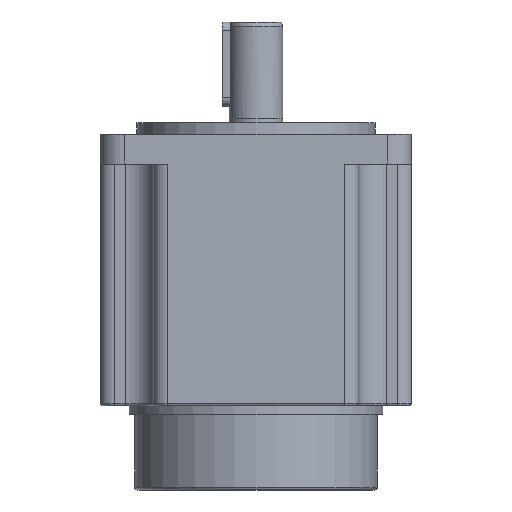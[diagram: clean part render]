
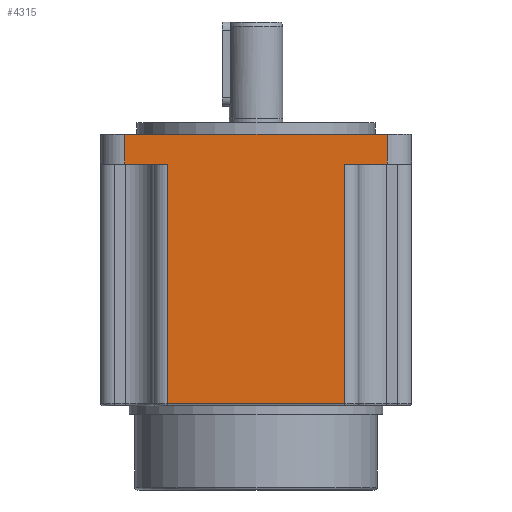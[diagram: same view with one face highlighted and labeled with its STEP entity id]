
A CAD part, front view. The second image highlights one B-rep face of the part: STEP entity #4315.
In plain terms, the highlighted planar face has unit normal (0, -1, 0).
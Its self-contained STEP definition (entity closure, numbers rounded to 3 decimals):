
#7 = VECTOR ( 'NONE', #4925, 1000. ) ;
#77 = CARTESIAN_POINT ( 'NONE',  ( -31.65, -55.5, -86.3 ) ) ;
#147 = CARTESIAN_POINT ( 'NONE',  ( 31.65, -55.5, -85.3 ) ) ;
#406 = ORIENTED_EDGE ( 'NONE', *, *, #5266, .T. ) ;
#522 = DIRECTION ( 'NONE',  ( 0., 0., 1. ) ) ;
#743 = EDGE_CURVE ( 'NONE', #7955, #8578, #3330, .T. ) ;
#792 = CARTESIAN_POINT ( 'NONE',  ( -31.65, -55.5, -85.3 ) ) ;
#1113 = ORIENTED_EDGE ( 'NONE', *, *, #8357, .F. ) ;
#1160 = EDGE_CURVE ( 'NONE', #7955, #1391, #8444, .T. ) ;
#1391 = VERTEX_POINT ( 'NONE', #2310 ) ;
#1399 = ORIENTED_EDGE ( 'NONE', *, *, #743, .T. ) ;
#1486 = VECTOR ( 'NONE', #7067, 1000. ) ;
#1661 = EDGE_CURVE ( 'NONE', #3591, #5015, #7072, .T. ) ;
#1696 = CARTESIAN_POINT ( 'NONE',  ( -46.9, -55.5, 10.7 ) ) ;
#1812 = CARTESIAN_POINT ( 'NONE',  ( -46.9, -55.5, 0. ) ) ;
#1846 = CARTESIAN_POINT ( 'NONE',  ( 46.9, -55.5, 10.7 ) ) ;
#2119 = VERTEX_POINT ( 'NONE', #3744 ) ;
#2265 = VERTEX_POINT ( 'NONE', #4788 ) ;
#2310 = CARTESIAN_POINT ( 'NONE',  ( -31.65, -55.5, 0. ) ) ;
#2584 = DIRECTION ( 'NONE',  ( 0., 1., 0. ) ) ;
#2942 = CARTESIAN_POINT ( 'NONE',  ( -46.9, -55.5, 10.7 ) ) ;
#3215 = DIRECTION ( 'NONE',  ( 1., 0., 0. ) ) ;
#3263 = DIRECTION ( 'NONE',  ( 1., 0., 0. ) ) ;
#3330 = LINE ( 'NONE', #8389, #1486 ) ;
#3396 = VECTOR ( 'NONE', #3215, 1000. ) ;
#3591 = VERTEX_POINT ( 'NONE', #8274 ) ;
#3744 = CARTESIAN_POINT ( 'NONE',  ( 46.9, -55.5, 10.7 ) ) ;
#3880 = LINE ( 'NONE', #6717, #5076 ) ;
#4295 = LINE ( 'NONE', #5808, #8057 ) ;
#4315 = ADVANCED_FACE ( 'NONE', ( #5318 ), #4689, .F. ) ;
#4409 = AXIS2_PLACEMENT_3D ( 'NONE', #4713, #2584, #522 ) ;
#4429 = DIRECTION ( 'NONE',  ( 0., 0., 1. ) ) ;
#4435 = ORIENTED_EDGE ( 'NONE', *, *, #8189, .T. ) ;
#4686 = VERTEX_POINT ( 'NONE', #8039 ) ;
#4689 = PLANE ( 'NONE',  #4409 ) ;
#4700 = DIRECTION ( 'NONE',  ( 0., 0., -1. ) ) ;
#4713 = CARTESIAN_POINT ( 'NONE',  ( -46.9, -55.5, 10.7 ) ) ;
#4788 = CARTESIAN_POINT ( 'NONE',  ( -46.9, -55.5, 10.7 ) ) ;
#4804 = ORIENTED_EDGE ( 'NONE', *, *, #5790, .T. ) ;
#4925 = DIRECTION ( 'NONE',  ( 0., 0., 1. ) ) ;
#5015 = VERTEX_POINT ( 'NONE', #6425 ) ;
#5041 = EDGE_CURVE ( 'NONE', #2265, #2119, #5187, .T. ) ;
#5068 = VECTOR ( 'NONE', #8019, 1000. ) ;
#5076 = VECTOR ( 'NONE', #3263, 1000. ) ;
#5187 = LINE ( 'NONE', #2942, #8636 ) ;
#5266 = EDGE_CURVE ( 'NONE', #4686, #1391, #3880, .T. ) ;
#5318 = FACE_OUTER_BOUND ( 'NONE', #8721, .T. ) ;
#5477 = VECTOR ( 'NONE', #4700, 1000. ) ;
#5790 = EDGE_CURVE ( 'NONE', #2265, #4686, #6236, .T. ) ;
#5808 = CARTESIAN_POINT ( 'NONE',  ( 31.65, -55.5, -86.3 ) ) ;
#6236 = LINE ( 'NONE', #1696, #5068 ) ;
#6425 = CARTESIAN_POINT ( 'NONE',  ( 46.9, -55.5, 0. ) ) ;
#6717 = CARTESIAN_POINT ( 'NONE',  ( -46.9, -55.5, 0. ) ) ;
#7067 = DIRECTION ( 'NONE',  ( 1., 0., 0. ) ) ;
#7072 = LINE ( 'NONE', #1812, #3396 ) ;
#7301 = LINE ( 'NONE', #1846, #5477 ) ;
#7812 = DIRECTION ( 'NONE',  ( 1., 0., 0. ) ) ;
#7860 = ORIENTED_EDGE ( 'NONE', *, *, #1661, .T. ) ;
#7955 = VERTEX_POINT ( 'NONE', #792 ) ;
#8019 = DIRECTION ( 'NONE',  ( 0., 0., -1. ) ) ;
#8039 = CARTESIAN_POINT ( 'NONE',  ( -46.9, -55.5, 0. ) ) ;
#8057 = VECTOR ( 'NONE', #4429, 1000. ) ;
#8189 = EDGE_CURVE ( 'NONE', #8578, #3591, #4295, .T. ) ;
#8274 = CARTESIAN_POINT ( 'NONE',  ( 31.65, -55.5, 0. ) ) ;
#8357 = EDGE_CURVE ( 'NONE', #2119, #5015, #7301, .T. ) ;
#8389 = CARTESIAN_POINT ( 'NONE',  ( -46.9, -55.5, -85.3 ) ) ;
#8444 = LINE ( 'NONE', #77, #7 ) ;
#8503 = ORIENTED_EDGE ( 'NONE', *, *, #5041, .F. ) ;
#8578 = VERTEX_POINT ( 'NONE', #147 ) ;
#8636 = VECTOR ( 'NONE', #7812, 1000. ) ;
#8699 = ORIENTED_EDGE ( 'NONE', *, *, #1160, .F. ) ;
#8721 = EDGE_LOOP ( 'NONE', ( #8699, #1399, #4435, #7860, #1113, #8503, #4804, #406 ) ) ;
